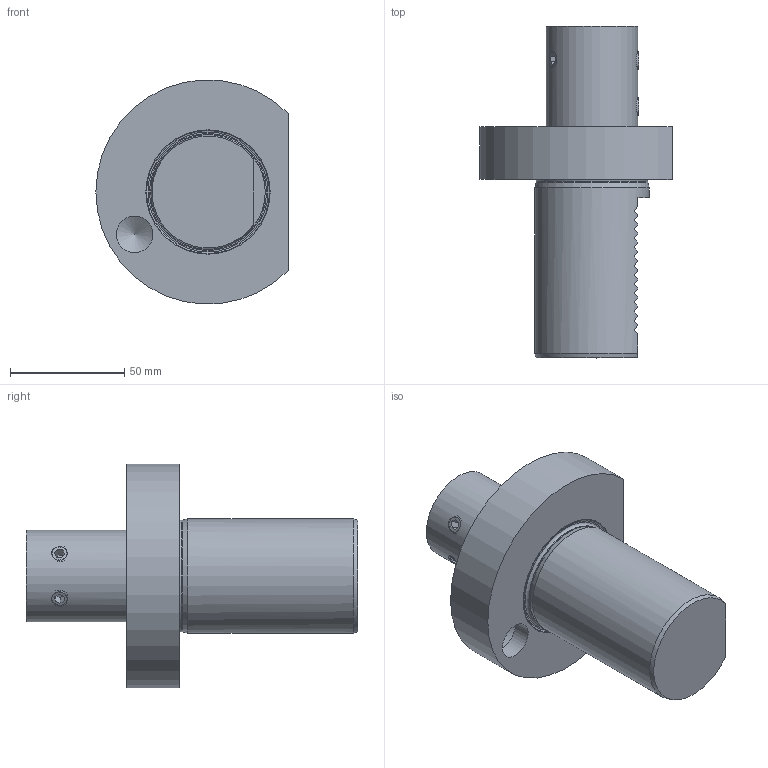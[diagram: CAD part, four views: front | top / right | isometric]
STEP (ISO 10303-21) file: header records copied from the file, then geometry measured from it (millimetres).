
FILE_DESCRIPTION (( 'STEP AP214' ), '1' );
FILE_NAME ('A_E1-50X20.STEP', '2021-01-08T15:16:57', ( '' ), ( '' ), 'SwSTEP 2.0', 'SolidWorks 2016', '' );
FILE_SCHEMA (( 'AUTOMOTIVE_DESIGN' ));
Length unit declared in the file: millimetre
Products named in the file (1): A_E1-50X20
Bounding box: 84.01 x 145 x 97.88 mm (x, y, z)
Surface area: 43160.3 mm2 (no closed solid volume)
Topology: 0 solids, 16 shells, 136 faces, 441 edges, 327 vertices
Faces by surface type: plane 96, cylinder 25, cone 12, torus 3
Full cylindrical faces by diameter (mm): 4.5 x1, 6.8 x2, 9 x1, 12.65 x1, 16 x1, 20 x1, 40 x1, 48.7 x1, 50 x1
Entity records: 6992 total; most frequent: CARTESIAN_POINT 1929, ORIENTED_EDGE 690, DIRECTION 649, EDGE_CURVE 415, VERTEX_POINT 325, VECTOR 253, LINE 253, AXIS2_PLACEMENT_3D 198
